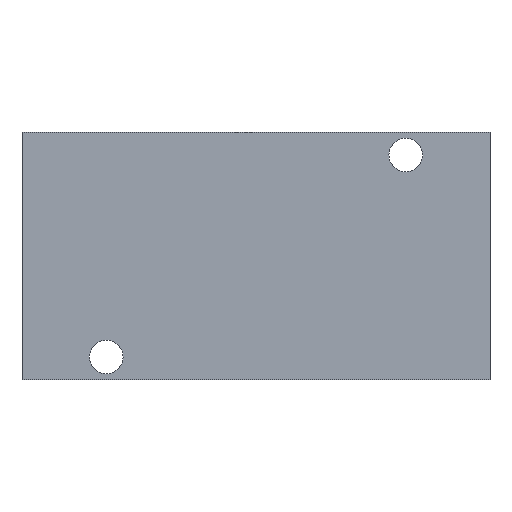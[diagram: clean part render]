
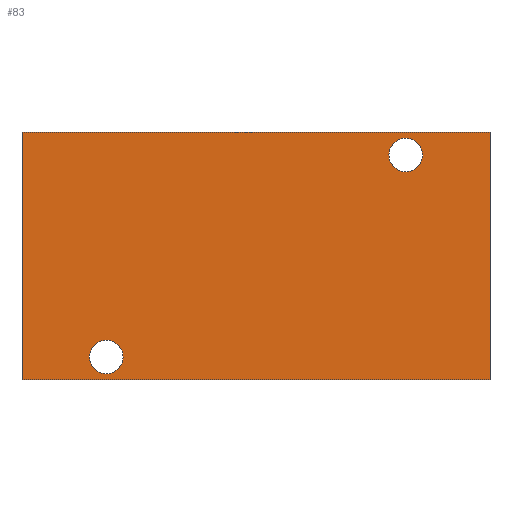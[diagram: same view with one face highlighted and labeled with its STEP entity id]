
A CAD part, front view. The second image highlights one B-rep face of the part: STEP entity #83.
In plain terms, the highlighted planar face has unit normal (0, -1, 0).
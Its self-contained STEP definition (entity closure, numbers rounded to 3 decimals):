
#1 = FACE_OUTER_BOUND ( 'NONE', #314, .T. ) ;
#6 = EDGE_CURVE ( 'NONE', #242, #320, #120, .T. ) ;
#11 = ORIENTED_EDGE ( 'NONE', *, *, #107, .T. ) ;
#13 = VECTOR ( 'NONE', #200, 1000. ) ;
#15 = CARTESIAN_POINT ( 'NONE',  ( 62.5, 0., -33. ) ) ;
#16 = ORIENTED_EDGE ( 'NONE', *, *, #301, .T. ) ;
#18 = CIRCLE ( 'NONE', #201, 2.25 ) ;
#20 = VERTEX_POINT ( 'NONE', #240 ) ;
#24 = DIRECTION ( 'NONE',  ( 0., 1., 0. ) ) ;
#25 = EDGE_CURVE ( 'NONE', #208, #20, #159, .T. ) ;
#29 = FACE_BOUND ( 'NONE', #177, .T. ) ;
#34 = ORIENTED_EDGE ( 'NONE', *, *, #311, .F. ) ;
#49 = DIRECTION ( 'NONE',  ( 0., 0., 1. ) ) ;
#50 = DIRECTION ( 'NONE',  ( 0., -1., 0. ) ) ;
#58 = LINE ( 'NONE', #175, #215 ) ;
#67 = VECTOR ( 'NONE', #155, 1000. ) ;
#74 = DIRECTION ( 'NONE',  ( 0., 0., 1. ) ) ;
#75 = AXIS2_PLACEMENT_3D ( 'NONE', #162, #315, #49 ) ;
#79 = LINE ( 'NONE', #122, #67 ) ;
#82 = CARTESIAN_POINT ( 'NONE',  ( 51.25, 0., -0.75 ) ) ;
#83 = ADVANCED_FACE ( 'NONE', ( #135, #1, #29 ), #296, .T. ) ;
#85 = LINE ( 'NONE', #176, #13 ) ;
#91 = ORIENTED_EDGE ( 'NONE', *, *, #243, .F. ) ;
#92 = CARTESIAN_POINT ( 'NONE',  ( 0., 0., 0. ) ) ;
#106 = CARTESIAN_POINT ( 'NONE',  ( 51.25, 0., -3. ) ) ;
#107 = EDGE_CURVE ( 'NONE', #320, #242, #18, .T. ) ;
#109 = ORIENTED_EDGE ( 'NONE', *, *, #140, .F. ) ;
#112 = DIRECTION ( 'NONE',  ( 0., 0., 1. ) ) ;
#116 = DIRECTION ( 'NONE',  ( 0., 1., 0. ) ) ;
#118 = ORIENTED_EDGE ( 'NONE', *, *, #6, .T. ) ;
#120 = CIRCLE ( 'NONE', #75, 2.25 ) ;
#122 = CARTESIAN_POINT ( 'NONE',  ( 0., 0., -33. ) ) ;
#124 = CARTESIAN_POINT ( 'NONE',  ( 62.5, 0., 0. ) ) ;
#129 = VERTEX_POINT ( 'NONE', #15 ) ;
#134 = DIRECTION ( 'NONE',  ( 0., 0., 1. ) ) ;
#135 = FACE_BOUND ( 'NONE', #345, .T. ) ;
#140 = EDGE_CURVE ( 'NONE', #202, #267, #141, .T. ) ;
#141 = LINE ( 'NONE', #223, #167 ) ;
#143 = CARTESIAN_POINT ( 'NONE',  ( 51.25, 0., -3. ) ) ;
#147 = EDGE_CURVE ( 'NONE', #267, #338, #85, .T. ) ;
#153 = AXIS2_PLACEMENT_3D ( 'NONE', #106, #213, #74 ) ;
#155 = DIRECTION ( 'NONE',  ( -1., 0., 0. ) ) ;
#159 = CIRCLE ( 'NONE', #153, 2.25 ) ;
#162 = CARTESIAN_POINT ( 'NONE',  ( 11.25, 0., -30. ) ) ;
#166 = DIRECTION ( 'NONE',  ( 0., 0., -1. ) ) ;
#167 = VECTOR ( 'NONE', #219, 1000. ) ;
#175 = CARTESIAN_POINT ( 'NONE',  ( 62.5, 0., 0. ) ) ;
#176 = CARTESIAN_POINT ( 'NONE',  ( 0., 0., 0. ) ) ;
#177 = EDGE_LOOP ( 'NONE', ( #16, #179 ) ) ;
#179 = ORIENTED_EDGE ( 'NONE', *, *, #25, .T. ) ;
#187 = CARTESIAN_POINT ( 'NONE',  ( 0., 0., 0. ) ) ;
#189 = AXIS2_PLACEMENT_3D ( 'NONE', #143, #116, #112 ) ;
#196 = CARTESIAN_POINT ( 'NONE',  ( 11.25, 0., -27.75 ) ) ;
#200 = DIRECTION ( 'NONE',  ( 1., 0., 0. ) ) ;
#201 = AXIS2_PLACEMENT_3D ( 'NONE', #266, #24, #134 ) ;
#202 = VERTEX_POINT ( 'NONE', #323 ) ;
#208 = VERTEX_POINT ( 'NONE', #82 ) ;
#213 = DIRECTION ( 'NONE',  ( 0., 1., 0. ) ) ;
#215 = VECTOR ( 'NONE', #166, 1000. ) ;
#219 = DIRECTION ( 'NONE',  ( 0., 0., 1. ) ) ;
#223 = CARTESIAN_POINT ( 'NONE',  ( 0., 0., 0. ) ) ;
#240 = CARTESIAN_POINT ( 'NONE',  ( 51.25, 0., -5.25 ) ) ;
#242 = VERTEX_POINT ( 'NONE', #253 ) ;
#243 = EDGE_CURVE ( 'NONE', #129, #202, #79, .T. ) ;
#253 = CARTESIAN_POINT ( 'NONE',  ( 11.25, 0., -32.25 ) ) ;
#266 = CARTESIAN_POINT ( 'NONE',  ( 11.25, 0., -30. ) ) ;
#267 = VERTEX_POINT ( 'NONE', #92 ) ;
#289 = DIRECTION ( 'NONE',  ( 0., 0., -1. ) ) ;
#290 = CIRCLE ( 'NONE', #189, 2.25 ) ;
#291 = ORIENTED_EDGE ( 'NONE', *, *, #147, .F. ) ;
#296 = PLANE ( 'NONE',  #334 ) ;
#301 = EDGE_CURVE ( 'NONE', #20, #208, #290, .T. ) ;
#311 = EDGE_CURVE ( 'NONE', #338, #129, #58, .T. ) ;
#314 = EDGE_LOOP ( 'NONE', ( #109, #91, #34, #291 ) ) ;
#315 = DIRECTION ( 'NONE',  ( 0., 1., 0. ) ) ;
#320 = VERTEX_POINT ( 'NONE', #196 ) ;
#323 = CARTESIAN_POINT ( 'NONE',  ( 0., 0., -33. ) ) ;
#334 = AXIS2_PLACEMENT_3D ( 'NONE', #187, #50, #289 ) ;
#338 = VERTEX_POINT ( 'NONE', #124 ) ;
#345 = EDGE_LOOP ( 'NONE', ( #118, #11 ) ) ;
